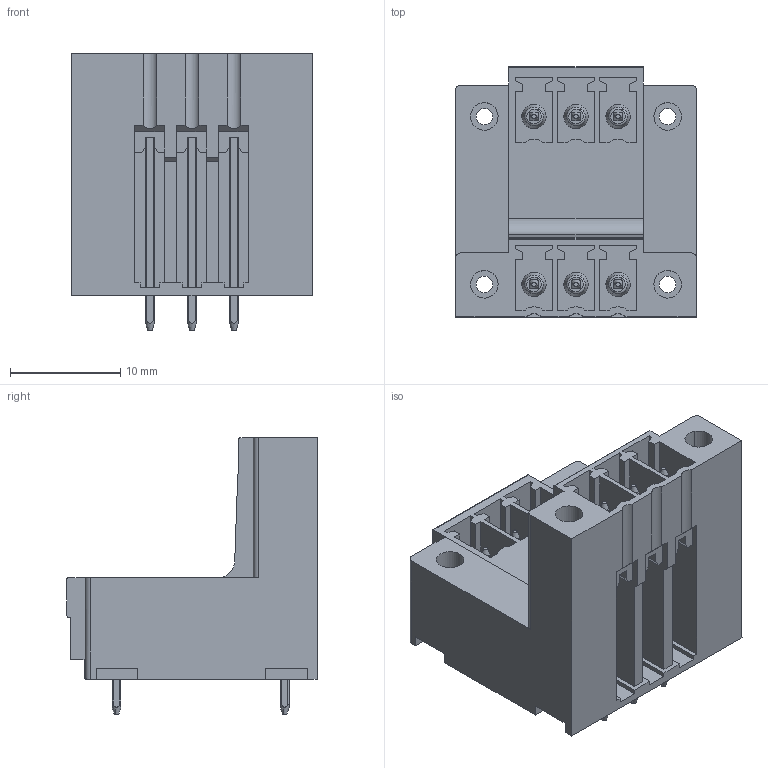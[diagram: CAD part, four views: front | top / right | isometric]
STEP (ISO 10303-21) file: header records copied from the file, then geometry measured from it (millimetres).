
FILE_DESCRIPTION(('CATIA V5 STEP Exchange','CAx-IF Rec.Pracs.--- Model Styling and Organization---1.2---2011-12-15'),'2;1');
FILE_NAME ('D1447311_0', '2018-10-15T07:39:51+00:00', ('none'), ('Weidmueller'), 'CATIA Version 5-6 Release 2014', 'CATIA V5 STEP AP214', 'none');
FILE_SCHEMA(('AUTOMOTIVE_DESIGN { 1 0 10303 214 1 1 1 1 }'));
Length unit declared in the file: millimetre
Products named in the file (1): 1034990000
Bounding box: 21.82 x 22.7 x 25.1 mm (x, y, z)
Volume: 3997.9 mm3; surface area: 5219.8 mm2
Topology: 7 solids, 7 shells, 448 faces, 1233 edges, 819 vertices
Faces by surface type: plane 290, cylinder 106, cone 40, torus 12
Entity records: 14329 total; most frequent: CARTESIAN_POINT 3912, ORIENTED_EDGE 2466, DIRECTION 1588, EDGE_CURVE 1233, VECTOR 868, LINE 868, VERTEX_POINT 819, AXIS2_PLACEMENT_3D 505
